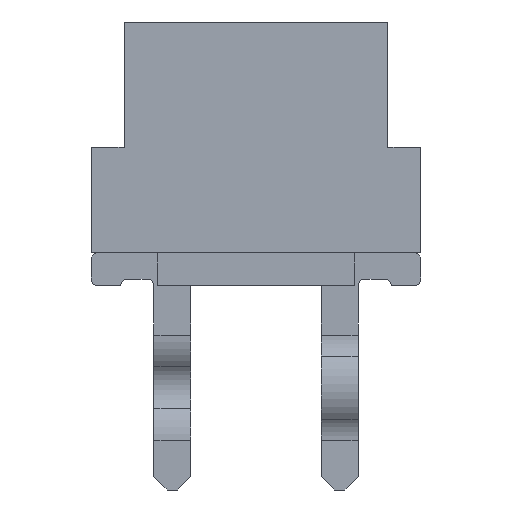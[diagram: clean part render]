
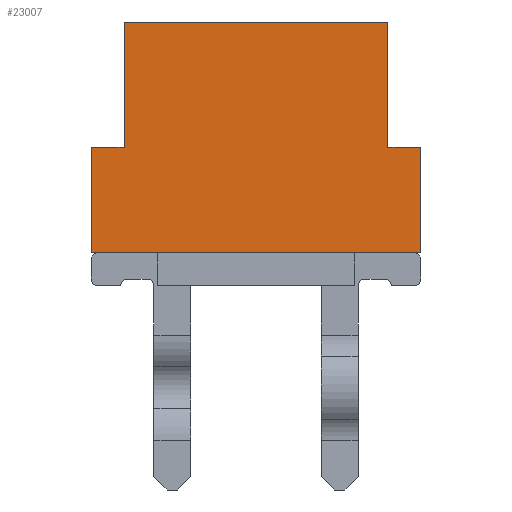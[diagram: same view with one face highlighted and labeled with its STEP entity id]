
A CAD part, front view. The second image highlights one B-rep face of the part: STEP entity #23007.
In plain terms, the highlighted face is planar.
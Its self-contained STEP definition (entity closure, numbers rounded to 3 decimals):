
#2398=ORIENTED_EDGE('',*,*,#6342,.T.);
#2399=ORIENTED_EDGE('',*,*,#6703,.F.);
#2400=ORIENTED_EDGE('',*,*,#7038,.F.);
#2401=ORIENTED_EDGE('',*,*,#6752,.F.);
#2402=ORIENTED_EDGE('',*,*,#6748,.F.);
#2403=ORIENTED_EDGE('',*,*,#6750,.T.);
#2404=ORIENTED_EDGE('',*,*,#7034,.F.);
#2405=ORIENTED_EDGE('',*,*,#6669,.T.);
#6342=EDGE_CURVE('',#8789,#8788,#10344,.T.);
#6669=EDGE_CURVE('',#9072,#8789,#10669,.T.);
#6703=EDGE_CURVE('',#9097,#8788,#10699,.T.);
#6748=EDGE_CURVE('',#9129,#9123,#10738,.T.);
#6750=EDGE_CURVE('',#9129,#9130,#10740,.T.);
#6752=EDGE_CURVE('',#9123,#9131,#10742,.T.);
#7034=EDGE_CURVE('',#9072,#9130,#11020,.T.);
#7038=EDGE_CURVE('',#9131,#9097,#11024,.T.);
#8788=VERTEX_POINT('',#30900);
#8789=VERTEX_POINT('',#30902);
#9072=VERTEX_POINT('',#31594);
#9097=VERTEX_POINT('',#31656);
#9123=VERTEX_POINT('',#31726);
#9129=VERTEX_POINT('',#31740);
#9130=VERTEX_POINT('',#31744);
#9131=VERTEX_POINT('',#31749);
#10344=LINE('',#30901,#12414);
#10669=LINE('',#31593,#12739);
#10699=LINE('',#31657,#12769);
#10738=LINE('',#31741,#12808);
#10740=LINE('',#31745,#12810);
#10742=LINE('',#31748,#12812);
#11020=LINE('',#32249,#13090);
#11024=LINE('',#32256,#13094);
#12414=VECTOR('',#25856,1000.);
#12739=VECTOR('',#26349,1000.);
#12769=VECTOR('',#26395,1000.);
#12808=VECTOR('',#26460,1000.);
#12810=VECTOR('',#26464,1000.);
#12812=VECTOR('',#26468,1000.);
#13090=VECTOR('',#26956,1000.);
#13094=VECTOR('',#26966,1000.);
#14362=EDGE_LOOP('',(#2398,#2399,#2400,#2401,#2402,#2403,#2404,#2405));
#15272=FACE_BOUND('',#14362,.T.);
#16173=PLANE('',#24029);
#23007=ADVANCED_FACE('',(#15272),#16173,.F.);
#24029=AXIS2_PLACEMENT_3D('',#32255,#26964,#26965);
#25856=DIRECTION('',(0.,1.,0.));
#26349=DIRECTION('',(0.,0.,-1.));
#26395=DIRECTION('',(0.,0.,-1.));
#26460=DIRECTION('',(0.,1.,0.));
#26464=DIRECTION('',(0.,0.,-1.));
#26468=DIRECTION('',(0.,0.,-1.));
#26956=DIRECTION('',(0.,1.,0.));
#26964=DIRECTION('',(-1.,0.,0.));
#26965=DIRECTION('',(0.,0.,1.));
#26966=DIRECTION('',(0.,1.,0.));
#30900=CARTESIAN_POINT('',(8.65,2.5,0.));
#30901=CARTESIAN_POINT('',(8.65,-2.5,0.));
#30902=CARTESIAN_POINT('',(8.65,-2.5,0.));
#31593=CARTESIAN_POINT('',(8.65,-2.5,1.6));
#31594=CARTESIAN_POINT('',(8.65,-2.5,1.6));
#31656=CARTESIAN_POINT('',(8.65,2.5,1.6));
#31657=CARTESIAN_POINT('',(8.65,2.5,1.6));
#31726=CARTESIAN_POINT('',(8.65,2.,3.5));
#31740=CARTESIAN_POINT('',(8.65,-2.,3.5));
#31741=CARTESIAN_POINT('',(8.65,-2.,3.5));
#31744=CARTESIAN_POINT('',(8.65,-2.,1.6));
#31745=CARTESIAN_POINT('',(8.65,-2.,3.5));
#31748=CARTESIAN_POINT('',(8.65,2.,3.5));
#31749=CARTESIAN_POINT('',(8.65,2.,1.6));
#32249=CARTESIAN_POINT('',(8.65,-2.5,1.6));
#32255=CARTESIAN_POINT('',(8.65,-2.5,1.6));
#32256=CARTESIAN_POINT('',(8.65,-2.5,1.6));
